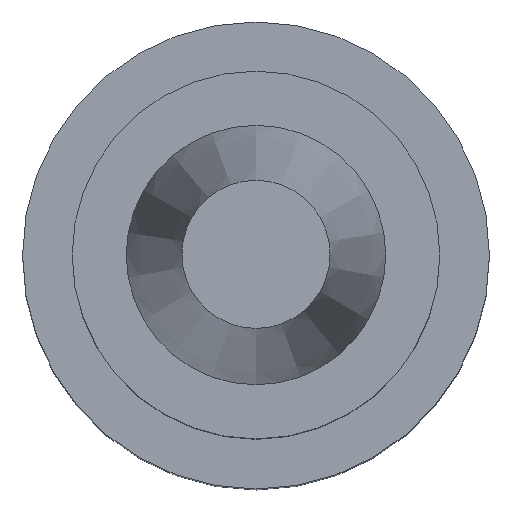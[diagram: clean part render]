
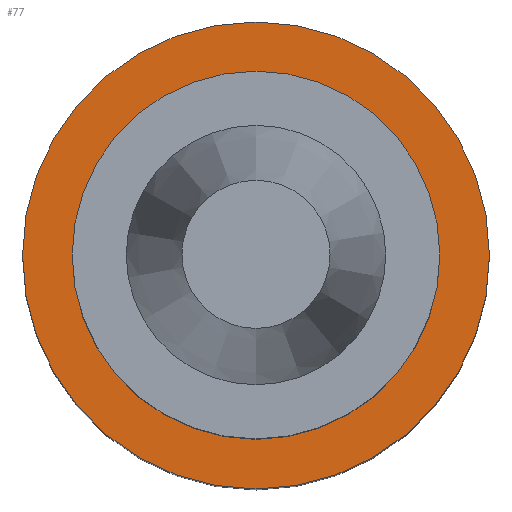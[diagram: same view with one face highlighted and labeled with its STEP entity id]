
A CAD part, top view. The second image highlights one B-rep face of the part: STEP entity #77.
In plain terms, the highlighted planar face has unit normal (0, 0, 1).
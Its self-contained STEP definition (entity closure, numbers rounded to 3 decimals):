
#77=ADVANCED_FACE('',(#95,#96),#97,.T.);
#95=FACE_OUTER_BOUND('',#132,.T.);
#96=FACE_BOUND('',#133,.T.);
#97=PLANE('',#134);
#132=EDGE_LOOP('',(#173));
#133=EDGE_LOOP('',(#174));
#134=AXIS2_PLACEMENT_3D('',#175,#176,#177);
#173=ORIENTED_EDGE('',*,*,#229,.F.);
#174=ORIENTED_EDGE('',*,*,#228,.T.);
#175=CARTESIAN_POINT('',(0.,35.75,-45.0));
#176=DIRECTION('',(0.,0.,1.0));
#177=DIRECTION('',(0.,-1.0,0.));
#228=EDGE_CURVE('',#242,#242,#243,.T.);
#229=EDGE_CURVE('',#244,#244,#245,.T.);
#242=VERTEX_POINT('',#266);
#243=CIRCLE('',#267,31.5);
#244=VERTEX_POINT('',#268);
#245=CIRCLE('',#269,40.0);
#266=CARTESIAN_POINT('',(0.,31.5,-45.0));
#267=AXIS2_PLACEMENT_3D('',#292,#293,#294);
#268=CARTESIAN_POINT('',(0.,40.0,-45.0));
#269=AXIS2_PLACEMENT_3D('',#295,#296,#297);
#292=CARTESIAN_POINT('',(0.,0.,-45.0));
#293=DIRECTION('',(0.,0.,-1.0));
#294=DIRECTION('',(0.,1.0,0.));
#295=CARTESIAN_POINT('',(0.,0.,-45.0));
#296=DIRECTION('',(0.,0.,-1.0));
#297=DIRECTION('',(0.,1.0,0.));
